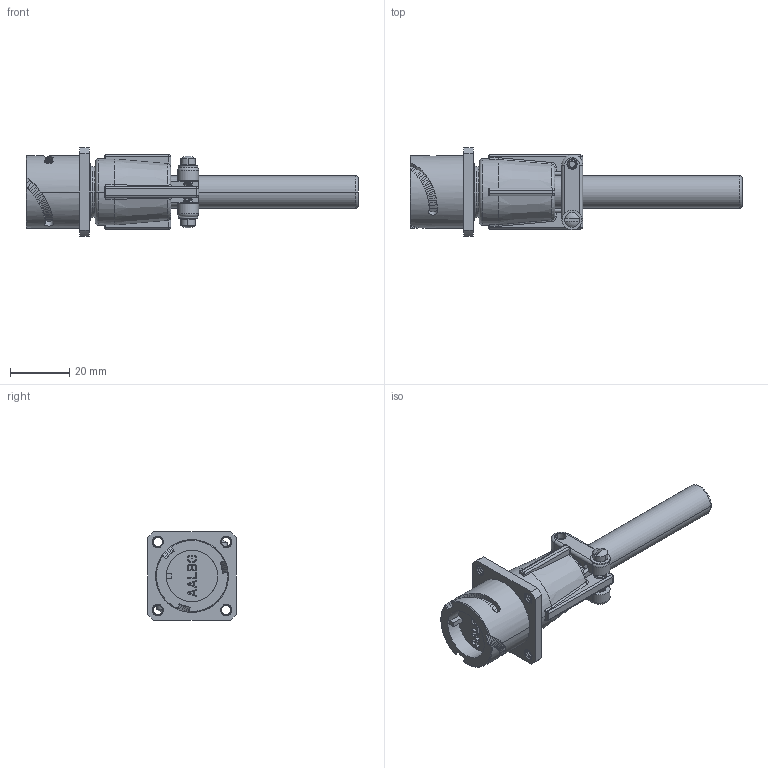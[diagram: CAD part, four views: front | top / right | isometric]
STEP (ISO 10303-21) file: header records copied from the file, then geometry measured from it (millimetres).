
FILE_DESCRIPTION((''),'2;1');
FILE_NAME('VG95234J-14_SW0001','2023-03-06T14:39:42',('paultorloting'),('NET AG system integration'),'CREO PARAMETRIC BY PTC INC, 2021404','CREO PARAMETRIC BY PTC INC, 2021404','');
FILE_SCHEMA(('AUTOMOTIVE_DESIGN { 1 0 10303 214 1 1 1 1 }'));
Length unit declared in the file: millimetre
Products named in the file (1): VG95234J-14_SW0001
Bounding box: 112.42 x 30 x 30 mm (x, y, z)
Volume: 23443.4 mm3; surface area: 13395.5 mm2
Topology: 3 solids, 3 shells, 988 faces, 2611 edges, 1643 vertices
Faces by surface type: plane 378, bspline 272, cylinder 242, cone 42, torus 38, sphere 16
Entity records: 55715 total; most frequent: CARTESIAN_POINT 27833, ORIENTED_EDGE 5222, DIRECTION 3723, EDGE_CURVE 2611, VERTEX_POINT 1643, VECTOR 1402, LINE 1402, AXIS2_PLACEMENT_3D 1159
